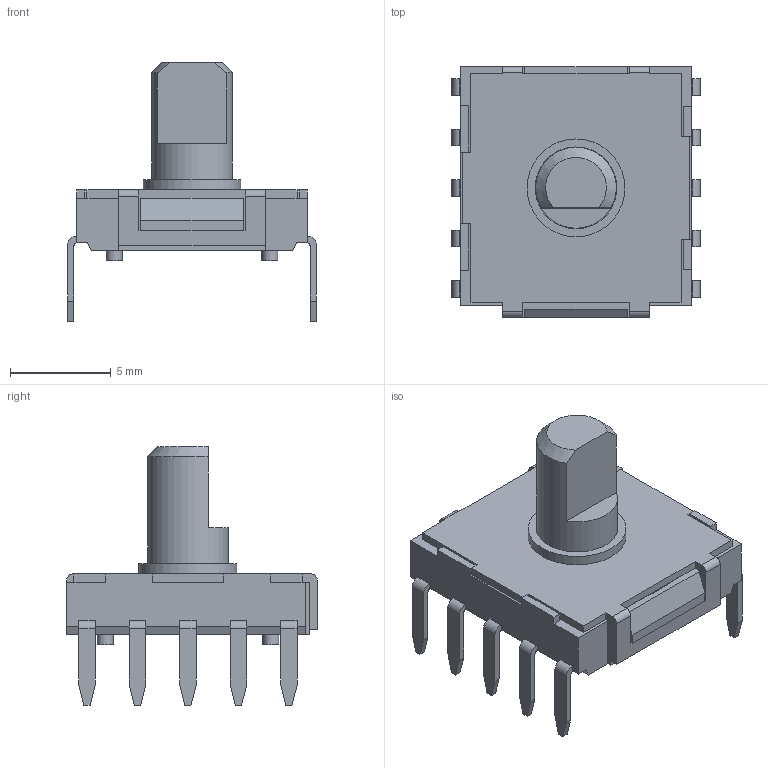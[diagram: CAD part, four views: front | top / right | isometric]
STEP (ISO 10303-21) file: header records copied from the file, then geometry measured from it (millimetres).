
FILE_DESCRIPTION(/* description */ (''),/* implementation_level */ '2;1');
FILE_NAME(/* name */ 'KC1901A.stp',/* time_stamp */ '2024-06-04T11:58:32-05:00',/* author */ ('mwilliams'),/* organization */ (''),/* preprocessor_version */ 'ST-DEVELOPER v18.1',/* originating_system */ 'Autodesk Inventor 2022',/* authorisation */ '');
FILE_SCHEMA (('AUTOMOTIVE_DESIGN { 1 0 10303 214 3 1 1 }'));
Length unit declared in the file: millimetre
Products named in the file (1): KC1901A_Simplify_1
Bounding box: 12.3 x 12.4 x 12.8 mm (x, y, z)
Volume: 377.9 mm3; surface area: 938.9 mm2
Topology: 1 solids, 1 shells, 320 faces, 912 edges, 599 vertices
Faces by surface type: plane 254, cylinder 63, cone 2, torus 1
Full cylindrical faces by diameter (mm): 0.8 x4, 3.2 x1, 4 x1, 4.05 x1, 4.2 x1, 4.85 x1, 10 x1
Entity records: 10737 total; most frequent: CARTESIAN_POINT 1836, ORIENTED_EDGE 1824, DIRECTION 1713, EDGE_CURVE 912, LINE 749, VECTOR 749, VERTEX_POINT 599, AXIS2_PLACEMENT_3D 482
